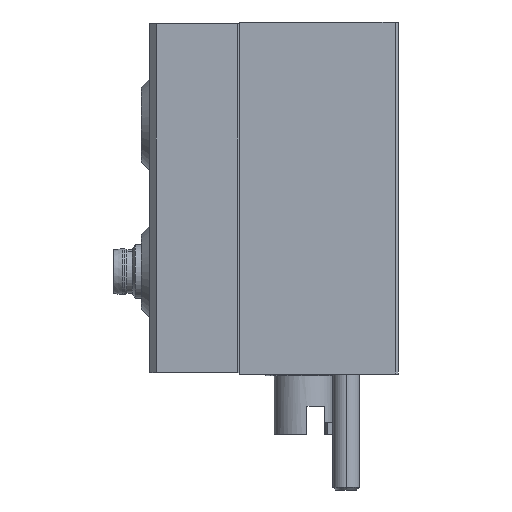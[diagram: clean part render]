
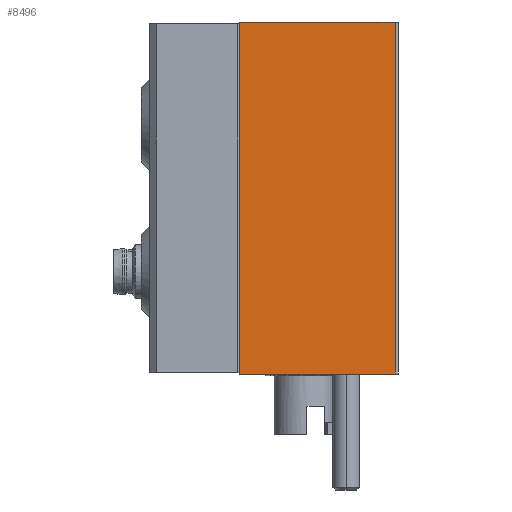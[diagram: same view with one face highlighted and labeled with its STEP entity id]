
A CAD part, left-side view. The second image highlights one B-rep face of the part: STEP entity #8496.
In plain terms, the highlighted planar face has unit normal (-1, 0, 0).
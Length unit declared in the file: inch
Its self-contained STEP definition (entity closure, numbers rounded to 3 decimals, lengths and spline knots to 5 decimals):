
#229 = ORIENTED_EDGE ( 'NONE', *, *, #24069, .T. ) ;
#517 = VECTOR ( 'NONE', #1143, 39.37008 ) ;
#1049 = CARTESIAN_POINT ( 'NONE',  ( 0., 0.93701, -1.03543 ) ) ;
#1143 = DIRECTION ( 'NONE',  ( 0., -1., 0. ) ) ;
#1494 = DIRECTION ( 'NONE',  ( 0., 0., -1. ) ) ;
#2448 = PLANE ( 'NONE',  #22235 ) ;
#2693 = VERTEX_POINT ( 'NONE', #23318 ) ;
#2729 = DIRECTION ( 'NONE',  ( 1., 0., 0. ) ) ;
#2746 = EDGE_CURVE ( 'NONE', #11369, #2693, #25929, .T. ) ;
#3675 = CARTESIAN_POINT ( 'NONE',  ( 0., 0.01969, 1.03543 ) ) ;
#5209 = CARTESIAN_POINT ( 'NONE',  ( 0., 0.93701, 1.03543 ) ) ;
#6458 = EDGE_LOOP ( 'NONE', ( #22493, #26883, #26152, #229 ) ) ;
#7229 = DIRECTION ( 'NONE',  ( 0., 0., -1. ) ) ;
#7435 = DIRECTION ( 'NONE',  ( 0., -1., 0. ) ) ;
#7995 = CARTESIAN_POINT ( 'NONE',  ( 0., 0.93701, 1.03543 ) ) ;
#8496 = ADVANCED_FACE ( 'NONE', ( #11332 ), #2448, .F. ) ;
#11033 = VECTOR ( 'NONE', #23515, 39.37008 ) ;
#11332 = FACE_OUTER_BOUND ( 'NONE', #6458, .T. ) ;
#11369 = VERTEX_POINT ( 'NONE', #22154 ) ;
#13408 = EDGE_CURVE ( 'NONE', #17056, #11369, #16701, .T. ) ;
#13440 = VECTOR ( 'NONE', #1494, 39.37008 ) ;
#15243 = VECTOR ( 'NONE', #7435, 39.37008 ) ;
#16310 = LINE ( 'NONE', #1049, #15243 ) ;
#16701 = LINE ( 'NONE', #5209, #517 ) ;
#17056 = VERTEX_POINT ( 'NONE', #7995 ) ;
#18847 = LINE ( 'NONE', #23662, #11033 ) ;
#21159 = VERTEX_POINT ( 'NONE', #25007 ) ;
#22154 = CARTESIAN_POINT ( 'NONE',  ( 0., 0.01969, 1.03543 ) ) ;
#22235 = AXIS2_PLACEMENT_3D ( 'NONE', #27160, #2729, #7229 ) ;
#22493 = ORIENTED_EDGE ( 'NONE', *, *, #24619, .T. ) ;
#23318 = CARTESIAN_POINT ( 'NONE',  ( 0., 0.01969, -1.03543 ) ) ;
#23515 = DIRECTION ( 'NONE',  ( 0., 0., -1. ) ) ;
#23662 = CARTESIAN_POINT ( 'NONE',  ( 0., 0.93701, 1.03543 ) ) ;
#24069 = EDGE_CURVE ( 'NONE', #17056, #21159, #18847, .T. ) ;
#24619 = EDGE_CURVE ( 'NONE', #21159, #2693, #16310, .T. ) ;
#25007 = CARTESIAN_POINT ( 'NONE',  ( 0., 0.93701, -1.03543 ) ) ;
#25929 = LINE ( 'NONE', #3675, #13440 ) ;
#26152 = ORIENTED_EDGE ( 'NONE', *, *, #13408, .F. ) ;
#26883 = ORIENTED_EDGE ( 'NONE', *, *, #2746, .F. ) ;
#27160 = CARTESIAN_POINT ( 'NONE',  ( 0., 0.93701, 1.03543 ) ) ;
